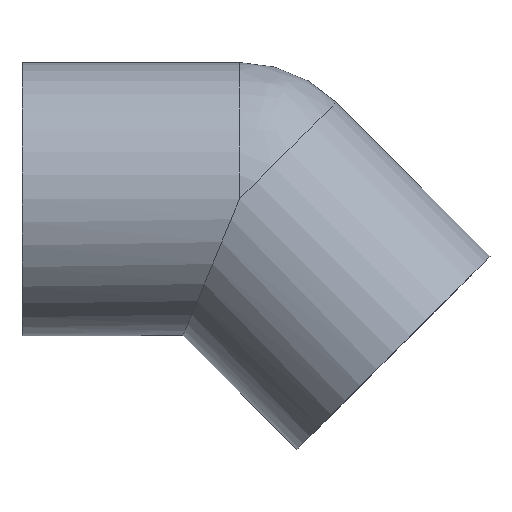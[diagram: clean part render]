
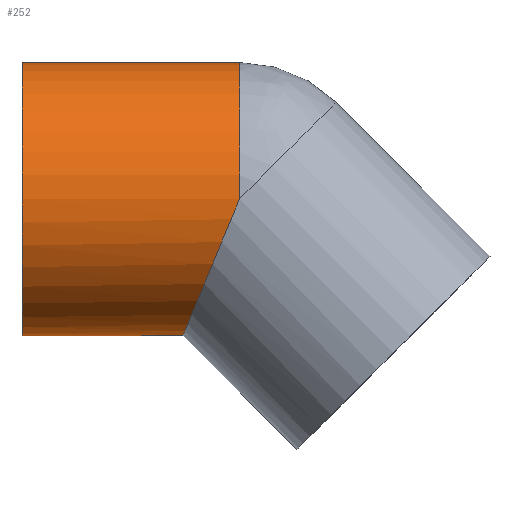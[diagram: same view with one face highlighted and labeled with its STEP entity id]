
A CAD part, top view. The second image highlights one B-rep face of the part: STEP entity #252.
In plain terms, the highlighted cylindrical face has radius 157.5 mm (diameter 315 mm), a full revolution.
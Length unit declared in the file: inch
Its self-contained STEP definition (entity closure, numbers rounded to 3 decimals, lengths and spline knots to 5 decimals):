
#3 = VERTEX_POINT ( 'NONE', #244 ) ;
#8 = DIRECTION ( 'NONE',  ( 0., 0., -1. ) ) ;
#29 = CARTESIAN_POINT ( 'NONE',  ( 9.88189, 0., -6.20079 ) ) ;
#31 = CIRCLE ( 'NONE', #181, 6.20079 ) ;
#66 = CARTESIAN_POINT ( 'NONE',  ( 0., 0., 0. ) ) ;
#79 =( BOUNDED_CURVE ( )  B_SPLINE_CURVE ( 3, ( #97, #94, #113, #109 ),
 .UNSPECIFIED., .F., .T. ) 
 B_SPLINE_CURVE_WITH_KNOTS ( ( 4, 4 ),
 ( 1.5708, 4.71239 ),
 .UNSPECIFIED. ) 
 CURVE ( )  GEOMETRIC_REPRESENTATION_ITEM ( )  RATIONAL_B_SPLINE_CURVE ( ( 1., 0.333, 0.333, 1. ) ) 
 REPRESENTATION_ITEM ( '' )  );
#94 = CARTESIAN_POINT ( 'NONE',  ( 4.74499, -12.40157, 6.20079 ) ) ;
#97 = CARTESIAN_POINT ( 'NONE',  ( 9.88189, 0., 6.20079 ) ) ;
#100 = CARTESIAN_POINT ( 'NONE',  ( 0., 0., -6.20079 ) ) ;
#109 = CARTESIAN_POINT ( 'NONE',  ( 9.88189, 0., -6.20079 ) ) ;
#113 = CARTESIAN_POINT ( 'NONE',  ( 4.74499, -12.40157, -6.20079 ) ) ;
#120 = ORIENTED_EDGE ( 'NONE', *, *, #262, .T. ) ;
#129 = ORIENTED_EDGE ( 'NONE', *, *, #202, .F. ) ;
#133 = AXIS2_PLACEMENT_3D ( 'NONE', #237, #199, #265 ) ;
#136 = VERTEX_POINT ( 'NONE', #100 ) ;
#138 = DIRECTION ( 'NONE',  ( 1., 0., 0. ) ) ;
#162 = EDGE_CURVE ( 'NONE', #3, #256, #79, .T. ) ;
#179 = DIRECTION ( 'NONE',  ( 0., 0., -1. ) ) ;
#181 = AXIS2_PLACEMENT_3D ( 'NONE', #66, #186, #179 ) ;
#186 = DIRECTION ( 'NONE',  ( 1., 0., 0. ) ) ;
#199 = DIRECTION ( 'NONE',  ( 1., 0., 0. ) ) ;
#200 = FACE_OUTER_BOUND ( 'NONE', #206, .T. ) ;
#202 = EDGE_CURVE ( 'NONE', #256, #3, #273, .T. ) ;
#206 = EDGE_LOOP ( 'NONE', ( #129, #231 ) ) ;
#230 = CARTESIAN_POINT ( 'NONE',  ( 4.94094, 0., 0. ) ) ;
#231 = ORIENTED_EDGE ( 'NONE', *, *, #162, .F. ) ;
#237 = CARTESIAN_POINT ( 'NONE',  ( 9.88189, 0., 0. ) ) ;
#242 = AXIS2_PLACEMENT_3D ( 'NONE', #230, #138, #8 ) ;
#244 = CARTESIAN_POINT ( 'NONE',  ( 9.88189, 0., 6.20079 ) ) ;
#252 = ADVANCED_FACE ( 'NONE', ( #200, #267 ), #279, .T. ) ;
#256 = VERTEX_POINT ( 'NONE', #29 ) ;
#262 = EDGE_CURVE ( 'NONE', #136, #136, #31, .T. ) ;
#265 = DIRECTION ( 'NONE',  ( 0., 1., 0. ) ) ;
#267 = FACE_OUTER_BOUND ( 'NONE', #311, .T. ) ;
#273 = CIRCLE ( 'NONE', #133, 6.20079 ) ;
#279 = CYLINDRICAL_SURFACE ( 'NONE', #242, 6.20079 ) ;
#311 = EDGE_LOOP ( 'NONE', ( #120 ) ) ;
